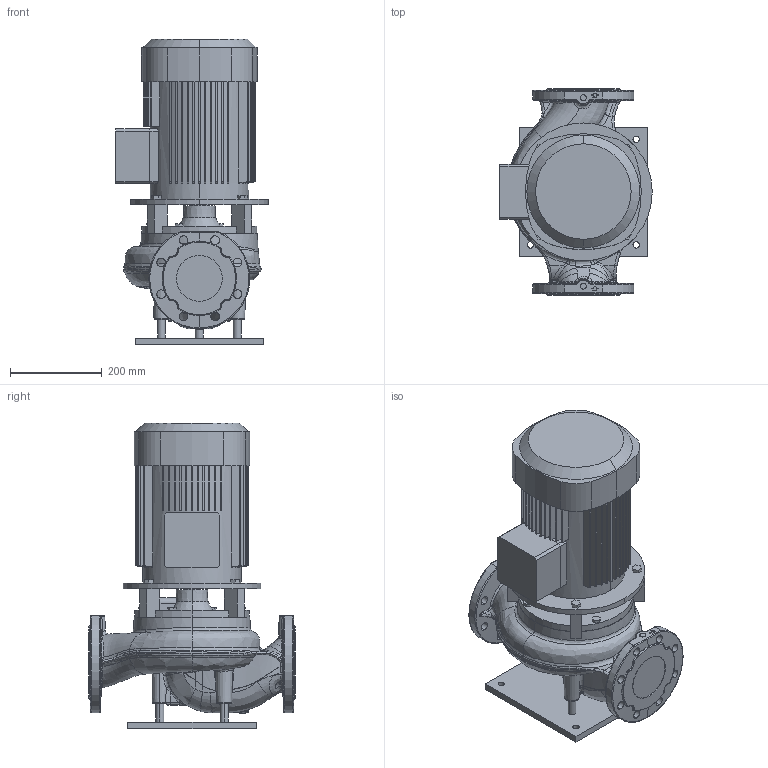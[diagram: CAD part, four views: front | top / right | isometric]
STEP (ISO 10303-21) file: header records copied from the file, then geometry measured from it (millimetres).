
FILE_DESCRIPTION (( 'STEP AP203' ), '1' );
FILE_NAME ('VariA 100-14.STEP', '2014-07-09T07:12:22', ( '' ), ( '' ), 'SwSTEP 2.0', 'SolidWorks 2011', '' );
FILE_SCHEMA (( 'CONFIG_CONTROL_DESIGN' ));
Products named in the file (1): VariA 100-14
Bounding box: 332 x 450 x 666 mm (x, y, z)
Volume: 30896467.4 mm3; surface area: 1604296.4 mm2
Topology: 5 solids, 5 shells, 1101 faces, 2824 edges, 1726 vertices
Faces by surface type: bspline 387, cylinder 280, plane 270, cone 84, torus 56, sphere 24
Entity records: 82952 total; most frequent: CARTESIAN_POINT 59160, ORIENTED_EDGE 5590, DIRECTION 4161, EDGE_CURVE 2795, VERTEX_POINT 1726, AXIS2_PLACEMENT_3D 1641, EDGE_LOOP 1163, FACE_OUTER_BOUND 1101
